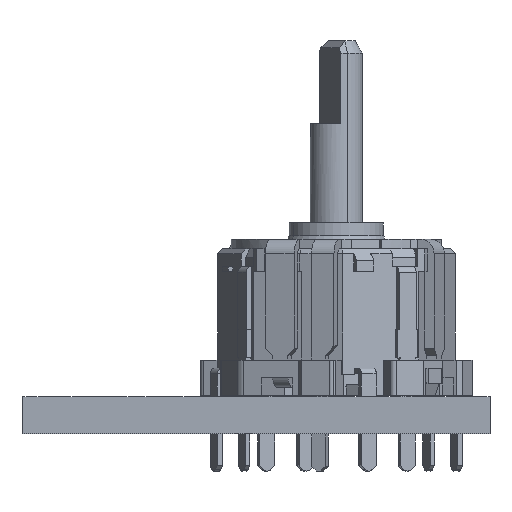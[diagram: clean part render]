
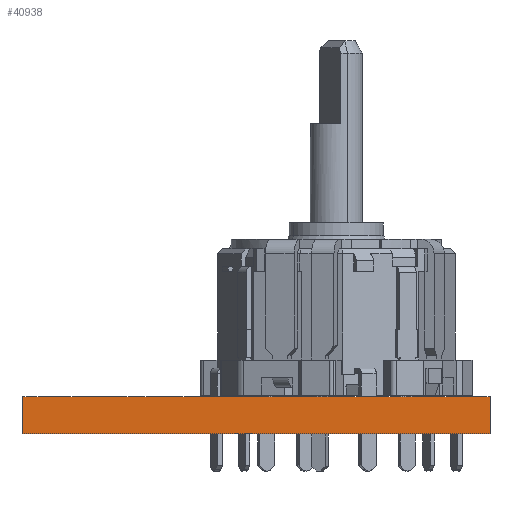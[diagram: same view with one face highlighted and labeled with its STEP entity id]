
A CAD part, left-side view. The second image highlights one B-rep face of the part: STEP entity #40938.
In plain terms, the highlighted planar face has unit normal (-1, 0, 0).
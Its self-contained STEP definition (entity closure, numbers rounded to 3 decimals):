
#37314 = PLANE('',#37315);
#37315 = AXIS2_PLACEMENT_3D('',#37316,#37317,#37318);
#37316 = CARTESIAN_POINT('',(11.817,19.798,0.));
#37317 = DIRECTION('',(0.073,0.997,-0.));
#37318 = DIRECTION('',(0.997,-0.073,0.));
#37342 = PLANE('',#37343);
#37343 = AXIS2_PLACEMENT_3D('',#37344,#37345,#37346);
#37344 = CARTESIAN_POINT('',(20.572,9.041,1.58));
#37345 = DIRECTION('',(-0.,-0.,-1.));
#37346 = DIRECTION('',(-1.,0.,0.));
#37396 = PLANE('',#37397);
#37397 = AXIS2_PLACEMENT_3D('',#37398,#37399,#37400);
#37398 = CARTESIAN_POINT('',(20.572,9.041,0.));
#37399 = DIRECTION('',(-0.,-0.,-1.));
#37400 = DIRECTION('',(-1.,0.,0.));
#37411 = EDGE_CURVE('',#37412,#37414,#37416,.T.);
#37412 = VERTEX_POINT('',#37413);
#37413 = CARTESIAN_POINT('',(11.817,19.798,0.));
#37414 = VERTEX_POINT('',#37415);
#37415 = CARTESIAN_POINT('',(11.817,19.798,1.58));
#37416 = SURFACE_CURVE('',#37417,(#37421,#37428),.PCURVE_S1.);
#37417 = LINE('',#37418,#37419);
#37418 = CARTESIAN_POINT('',(11.817,19.798,0.));
#37419 = VECTOR('',#37420,1.);
#37420 = DIRECTION('',(0.,0.,1.));
#37421 = PCURVE('',#37314,#37422);
#37422 = DEFINITIONAL_REPRESENTATION('',(#37423),#37427);
#37423 = LINE('',#37424,#37425);
#37424 = CARTESIAN_POINT('',(0.,0.));
#37425 = VECTOR('',#37426,1.);
#37426 = DIRECTION('',(0.,-1.));
#37427 = ( GEOMETRIC_REPRESENTATION_CONTEXT(2) 
PARAMETRIC_REPRESENTATION_CONTEXT() REPRESENTATION_CONTEXT('2D SPACE',''
  ) );
#37428 = PCURVE('',#37429,#37434);
#37429 = PLANE('',#37430);
#37430 = AXIS2_PLACEMENT_3D('',#37431,#37432,#37433);
#37431 = CARTESIAN_POINT('',(11.817,0.,0.));
#37432 = DIRECTION('',(-1.,0.,0.));
#37433 = DIRECTION('',(0.,1.,0.));
#37434 = DEFINITIONAL_REPRESENTATION('',(#37435),#37439);
#37435 = LINE('',#37436,#37437);
#37436 = CARTESIAN_POINT('',(19.798,0.));
#37437 = VECTOR('',#37438,1.);
#37438 = DIRECTION('',(0.,-1.));
#37439 = ( GEOMETRIC_REPRESENTATION_CONTEXT(2) 
PARAMETRIC_REPRESENTATION_CONTEXT() REPRESENTATION_CONTEXT('2D SPACE',''
  ) );
#38933 = VERTEX_POINT('',#38934);
#38934 = CARTESIAN_POINT('',(11.817,-0.,0.));
#38948 = PLANE('',#38949);
#38949 = AXIS2_PLACEMENT_3D('',#38950,#38951,#38952);
#38950 = CARTESIAN_POINT('',(26.,0.,0.));
#38951 = DIRECTION('',(0.,-1.,0.));
#38952 = DIRECTION('',(-1.,0.,0.));
#38960 = EDGE_CURVE('',#38933,#37412,#38961,.T.);
#38961 = SURFACE_CURVE('',#38962,(#38966,#38973),.PCURVE_S1.);
#38962 = LINE('',#38963,#38964);
#38963 = CARTESIAN_POINT('',(11.817,-0.,0.));
#38964 = VECTOR('',#38965,1.);
#38965 = DIRECTION('',(0.,1.,0.));
#38966 = PCURVE('',#37396,#38967);
#38967 = DEFINITIONAL_REPRESENTATION('',(#38968),#38972);
#38968 = LINE('',#38969,#38970);
#38969 = CARTESIAN_POINT('',(8.755,-9.041));
#38970 = VECTOR('',#38971,1.);
#38971 = DIRECTION('',(0.,1.));
#38972 = ( GEOMETRIC_REPRESENTATION_CONTEXT(2) 
PARAMETRIC_REPRESENTATION_CONTEXT() REPRESENTATION_CONTEXT('2D SPACE',''
  ) );
#38973 = PCURVE('',#37429,#38974);
#38974 = DEFINITIONAL_REPRESENTATION('',(#38975),#38979);
#38975 = LINE('',#38976,#38977);
#38976 = CARTESIAN_POINT('',(0.,0.));
#38977 = VECTOR('',#38978,1.);
#38978 = DIRECTION('',(1.,0.));
#38979 = ( GEOMETRIC_REPRESENTATION_CONTEXT(2) 
PARAMETRIC_REPRESENTATION_CONTEXT() REPRESENTATION_CONTEXT('2D SPACE',''
  ) );
#40535 = VERTEX_POINT('',#40536);
#40536 = CARTESIAN_POINT('',(11.817,0.,1.58));
#40557 = EDGE_CURVE('',#40535,#37414,#40558,.T.);
#40558 = SURFACE_CURVE('',#40559,(#40563,#40570),.PCURVE_S1.);
#40559 = LINE('',#40560,#40561);
#40560 = CARTESIAN_POINT('',(11.817,0.,1.58));
#40561 = VECTOR('',#40562,1.);
#40562 = DIRECTION('',(0.,1.,0.));
#40563 = PCURVE('',#37342,#40564);
#40564 = DEFINITIONAL_REPRESENTATION('',(#40565),#40569);
#40565 = LINE('',#40566,#40567);
#40566 = CARTESIAN_POINT('',(8.755,-9.041));
#40567 = VECTOR('',#40568,1.);
#40568 = DIRECTION('',(0.,1.));
#40569 = ( GEOMETRIC_REPRESENTATION_CONTEXT(2) 
PARAMETRIC_REPRESENTATION_CONTEXT() REPRESENTATION_CONTEXT('2D SPACE',''
  ) );
#40570 = PCURVE('',#37429,#40571);
#40571 = DEFINITIONAL_REPRESENTATION('',(#40572),#40576);
#40572 = LINE('',#40573,#40574);
#40573 = CARTESIAN_POINT('',(0.,-1.58));
#40574 = VECTOR('',#40575,1.);
#40575 = DIRECTION('',(1.,0.));
#40576 = ( GEOMETRIC_REPRESENTATION_CONTEXT(2) 
PARAMETRIC_REPRESENTATION_CONTEXT() REPRESENTATION_CONTEXT('2D SPACE',''
  ) );
#40938 = ADVANCED_FACE('',(#40939),#37429,.T.);
#40939 = FACE_BOUND('',#40940,.T.);
#40940 = EDGE_LOOP('',(#40941,#40962,#40963,#40964));
#40941 = ORIENTED_EDGE('',*,*,#40942,.T.);
#40942 = EDGE_CURVE('',#38933,#40535,#40943,.T.);
#40943 = SURFACE_CURVE('',#40944,(#40948,#40955),.PCURVE_S1.);
#40944 = LINE('',#40945,#40946);
#40945 = CARTESIAN_POINT('',(11.817,-0.,0.));
#40946 = VECTOR('',#40947,1.);
#40947 = DIRECTION('',(0.,0.,1.));
#40948 = PCURVE('',#37429,#40949);
#40949 = DEFINITIONAL_REPRESENTATION('',(#40950),#40954);
#40950 = LINE('',#40951,#40952);
#40951 = CARTESIAN_POINT('',(0.,0.));
#40952 = VECTOR('',#40953,1.);
#40953 = DIRECTION('',(0.,-1.));
#40954 = ( GEOMETRIC_REPRESENTATION_CONTEXT(2) 
PARAMETRIC_REPRESENTATION_CONTEXT() REPRESENTATION_CONTEXT('2D SPACE',''
  ) );
#40955 = PCURVE('',#38948,#40956);
#40956 = DEFINITIONAL_REPRESENTATION('',(#40957),#40961);
#40957 = LINE('',#40958,#40959);
#40958 = CARTESIAN_POINT('',(14.183,0.));
#40959 = VECTOR('',#40960,1.);
#40960 = DIRECTION('',(0.,-1.));
#40961 = ( GEOMETRIC_REPRESENTATION_CONTEXT(2) 
PARAMETRIC_REPRESENTATION_CONTEXT() REPRESENTATION_CONTEXT('2D SPACE',''
  ) );
#40962 = ORIENTED_EDGE('',*,*,#40557,.T.);
#40963 = ORIENTED_EDGE('',*,*,#37411,.F.);
#40964 = ORIENTED_EDGE('',*,*,#38960,.F.);
